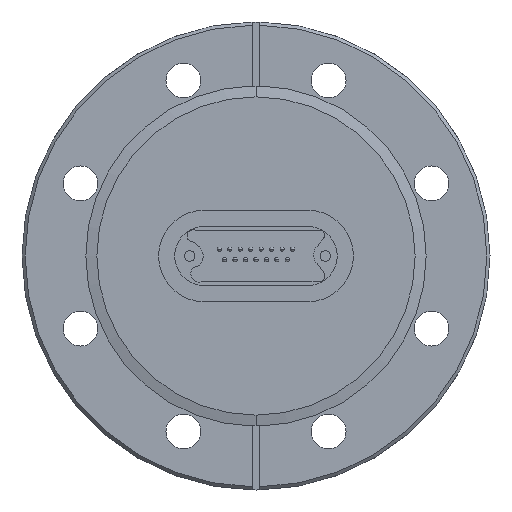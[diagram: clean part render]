
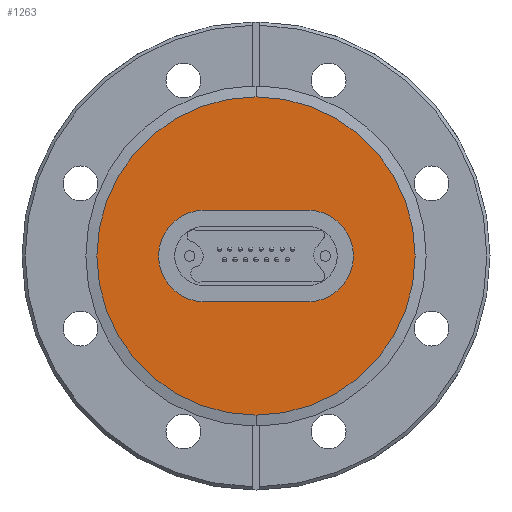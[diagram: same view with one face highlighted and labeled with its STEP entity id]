
A CAD part, front view. The second image highlights one B-rep face of the part: STEP entity #1263.
In plain terms, the highlighted planar face has unit normal (0, -1, 0).
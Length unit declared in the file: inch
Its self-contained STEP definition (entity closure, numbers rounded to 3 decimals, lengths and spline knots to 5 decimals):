
#760 = CARTESIAN_POINT ( 'NONE',  ( 1.52, 0.051, 0. ) ) ;
#763 = PLANE ( 'NONE',  #5263 ) ;
#765 = DIRECTION ( 'NONE',  ( 0., 1., 0. ) ) ;
#766 = DIRECTION ( 'NONE',  ( 0., 0., 1. ) ) ;
#1263 = ADVANCED_FACE ( 'NONE', ( #4980, #5418 ), #763, .F. ) ;
#1736 = VERTEX_POINT ( 'NONE', #6035 ) ;
#1738 = VERTEX_POINT ( 'NONE', #6037 ) ;
#1740 = VERTEX_POINT ( 'NONE', #6039 ) ;
#1745 = VERTEX_POINT ( 'NONE', #6044 ) ;
#1806 = EDGE_LOOP ( 'NONE', ( #2748, #2749 ) ) ;
#1807 = EDGE_LOOP ( 'NONE', ( #2744, #2745, #2746, #2747 ) ) ;
#2024 = EDGE_CURVE ( 'NONE', #3966, #3967, #5707, .T. ) ;
#2744 = ORIENTED_EDGE ( 'NONE', *, *, #4168, .F. ) ;
#2745 = ORIENTED_EDGE ( 'NONE', *, *, #4169, .F. ) ;
#2746 = ORIENTED_EDGE ( 'NONE', *, *, #4170, .F. ) ;
#2747 = ORIENTED_EDGE ( 'NONE', *, *, #4171, .F. ) ;
#2748 = ORIENTED_EDGE ( 'NONE', *, *, #4158, .F. ) ;
#2749 = ORIENTED_EDGE ( 'NONE', *, *, #2024, .F. ) ;
#3966 = VERTEX_POINT ( 'NONE', #6758 ) ;
#3967 = VERTEX_POINT ( 'NONE', #6759 ) ;
#4158 = EDGE_CURVE ( 'NONE', #3967, #3966, #5778, .T. ) ;
#4168 = EDGE_CURVE ( 'NONE', #1738, #1740, #5788, .T. ) ;
#4169 = EDGE_CURVE ( 'NONE', #1736, #1738, #5770, .T. ) ;
#4170 = EDGE_CURVE ( 'NONE', #1745, #1736, #5789, .T. ) ;
#4171 = EDGE_CURVE ( 'NONE', #1740, #1745, #5791, .T. ) ;
#4980 = FACE_BOUND ( 'NONE', #1807, .T. ) ;
#5182 = AXIS2_PLACEMENT_3D ( 'NONE', #6943, #6944, #6945 ) ;
#5263 = AXIS2_PLACEMENT_3D ( 'NONE', #760, #765, #766 ) ;
#5388 = AXIS2_PLACEMENT_3D ( 'NONE', #6460, #6461, #6462 ) ;
#5418 = FACE_OUTER_BOUND ( 'NONE', #1806, .T. ) ;
#5707 = CIRCLE ( 'NONE', #5388, 1.52 ) ;
#5770 = CIRCLE ( 'NONE', #7115, 0.4375 ) ;
#5778 = CIRCLE ( 'NONE', #5182, 1.52 ) ;
#5788 = LINE ( 'NONE', #6967, #5790 ) ;
#5789 = LINE ( 'NONE', #6976, #5793 ) ;
#5790 = VECTOR ( 'NONE', #6968, 39.37008 ) ;
#5791 = CIRCLE ( 'NONE', #7116, 0.4375 ) ;
#5793 = VECTOR ( 'NONE', #6975, 39.37008 ) ;
#6035 = CARTESIAN_POINT ( 'NONE',  ( -0.493, 0.051, 0.4375 ) ) ;
#6037 = CARTESIAN_POINT ( 'NONE',  ( -0.493, 0.051, -0.4375 ) ) ;
#6039 = CARTESIAN_POINT ( 'NONE',  ( 0.493, 0.051, -0.4375 ) ) ;
#6044 = CARTESIAN_POINT ( 'NONE',  ( 0.493, 0.051, 0.4375 ) ) ;
#6460 = CARTESIAN_POINT ( 'NONE',  ( 0., 0.051, 0. ) ) ;
#6461 = DIRECTION ( 'NONE',  ( 0., 1., 0. ) ) ;
#6462 = DIRECTION ( 'NONE',  ( 0., 0., 1. ) ) ;
#6758 = CARTESIAN_POINT ( 'NONE',  ( 0., 0.051, -1.52 ) ) ;
#6759 = CARTESIAN_POINT ( 'NONE',  ( 0., 0.051, 1.52 ) ) ;
#6943 = CARTESIAN_POINT ( 'NONE',  ( 0., 0.051, 0. ) ) ;
#6944 = DIRECTION ( 'NONE',  ( 0., 1., 0. ) ) ;
#6945 = DIRECTION ( 'NONE',  ( 0., 0., 1. ) ) ;
#6967 = CARTESIAN_POINT ( 'NONE',  ( -0.493, 0.051, -0.4375 ) ) ;
#6968 = DIRECTION ( 'NONE',  ( 1., 0., 0. ) ) ;
#6975 = DIRECTION ( 'NONE',  ( -1., 0., 0. ) ) ;
#6976 = CARTESIAN_POINT ( 'NONE',  ( -0.493, 0.051, 0.4375 ) ) ;
#6977 = CARTESIAN_POINT ( 'NONE',  ( -0.493, 0.051, 0. ) ) ;
#6978 = DIRECTION ( 'NONE',  ( 0., -1., 0. ) ) ;
#6979 = DIRECTION ( 'NONE',  ( 0., 0., -1. ) ) ;
#6984 = CARTESIAN_POINT ( 'NONE',  ( 0.493, 0.051, 0. ) ) ;
#6985 = DIRECTION ( 'NONE',  ( 0., -1., 0. ) ) ;
#6986 = DIRECTION ( 'NONE',  ( 0., 0., -1. ) ) ;
#7115 = AXIS2_PLACEMENT_3D ( 'NONE', #6977, #6978, #6979 ) ;
#7116 = AXIS2_PLACEMENT_3D ( 'NONE', #6984, #6985, #6986 ) ;
